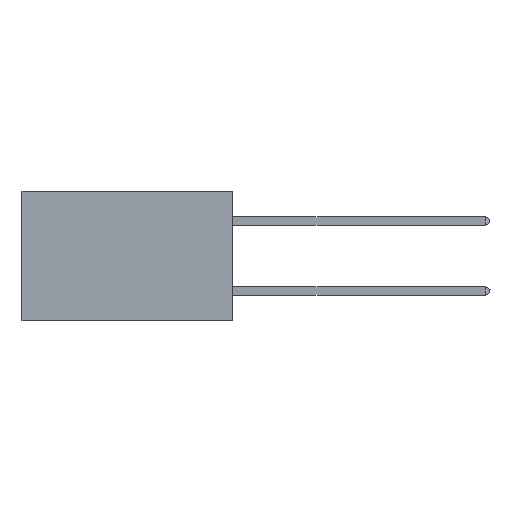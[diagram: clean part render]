
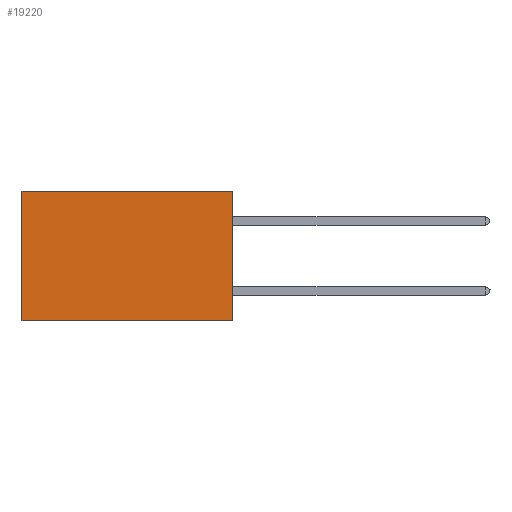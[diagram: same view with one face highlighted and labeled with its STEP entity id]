
A CAD part, left-side view. The second image highlights one B-rep face of the part: STEP entity #19220.
In plain terms, the highlighted planar face has unit normal (-1, 0, 0).
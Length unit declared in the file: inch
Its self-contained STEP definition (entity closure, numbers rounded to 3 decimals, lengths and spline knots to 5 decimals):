
#663 = VECTOR ( 'NONE', #19200, 39.37008 ) ;
#1160 = PLANE ( 'NONE',  #21796 ) ;
#1670 = VERTEX_POINT ( 'NONE', #43639 ) ;
#1744 = CARTESIAN_POINT ( 'NONE',  ( 0.2875, 0., 0. ) ) ;
#2084 = EDGE_CURVE ( 'NONE', #18870, #1670, #24698, .T. ) ;
#5284 = VERTEX_POINT ( 'NONE', #7008 ) ;
#5490 = VERTEX_POINT ( 'NONE', #28707 ) ;
#7008 = CARTESIAN_POINT ( 'NONE',  ( 0.2875, 0.6, -0.37 ) ) ;
#8894 = VECTOR ( 'NONE', #16177, 39.37008 ) ;
#9434 = CARTESIAN_POINT ( 'NONE',  ( 0.2875, 0., 0. ) ) ;
#14370 = LINE ( 'NONE', #14524, #15982 ) ;
#14524 = CARTESIAN_POINT ( 'NONE',  ( 0.2875, 0.6, 0. ) ) ;
#15854 = EDGE_CURVE ( 'NONE', #1670, #5284, #14370, .T. ) ;
#15982 = VECTOR ( 'NONE', #42296, 39.37008 ) ;
#16177 = DIRECTION ( 'NONE',  ( 0., 1., 0. ) ) ;
#16764 = ORIENTED_EDGE ( 'NONE', *, *, #41912, .F. ) ;
#17906 = EDGE_CURVE ( 'NONE', #18870, #5490, #35900, .T. ) ;
#18870 = VERTEX_POINT ( 'NONE', #9434 ) ;
#19200 = DIRECTION ( 'NONE',  ( 0., 1., 0. ) ) ;
#19220 = ADVANCED_FACE ( 'NONE', ( #42541 ), #1160, .F. ) ;
#19652 = ORIENTED_EDGE ( 'NONE', *, *, #2084, .T. ) ;
#20013 = EDGE_LOOP ( 'NONE', ( #43394, #16764, #32776, #19652 ) ) ;
#21796 = AXIS2_PLACEMENT_3D ( 'NONE', #36308, #42992, #25506 ) ;
#22854 = VECTOR ( 'NONE', #36872, 39.37008 ) ;
#24698 = LINE ( 'NONE', #29975, #8894 ) ;
#25506 = DIRECTION ( 'NONE',  ( 0., 0., -1. ) ) ;
#28707 = CARTESIAN_POINT ( 'NONE',  ( 0.2875, 0., -0.37 ) ) ;
#29975 = CARTESIAN_POINT ( 'NONE',  ( 0.2875, 0., 0. ) ) ;
#32776 = ORIENTED_EDGE ( 'NONE', *, *, #17906, .F. ) ;
#34982 = LINE ( 'NONE', #43779, #663 ) ;
#35900 = LINE ( 'NONE', #1744, #22854 ) ;
#36308 = CARTESIAN_POINT ( 'NONE',  ( 0.2875, 0., 0. ) ) ;
#36872 = DIRECTION ( 'NONE',  ( 0., 0., -1. ) ) ;
#41912 = EDGE_CURVE ( 'NONE', #5490, #5284, #34982, .T. ) ;
#42296 = DIRECTION ( 'NONE',  ( 0., 0., -1. ) ) ;
#42541 = FACE_OUTER_BOUND ( 'NONE', #20013, .T. ) ;
#42992 = DIRECTION ( 'NONE',  ( 1., 0., 0. ) ) ;
#43394 = ORIENTED_EDGE ( 'NONE', *, *, #15854, .T. ) ;
#43639 = CARTESIAN_POINT ( 'NONE',  ( 0.2875, 0.6, 0. ) ) ;
#43779 = CARTESIAN_POINT ( 'NONE',  ( 0.2875, 0., -0.37 ) ) ;
